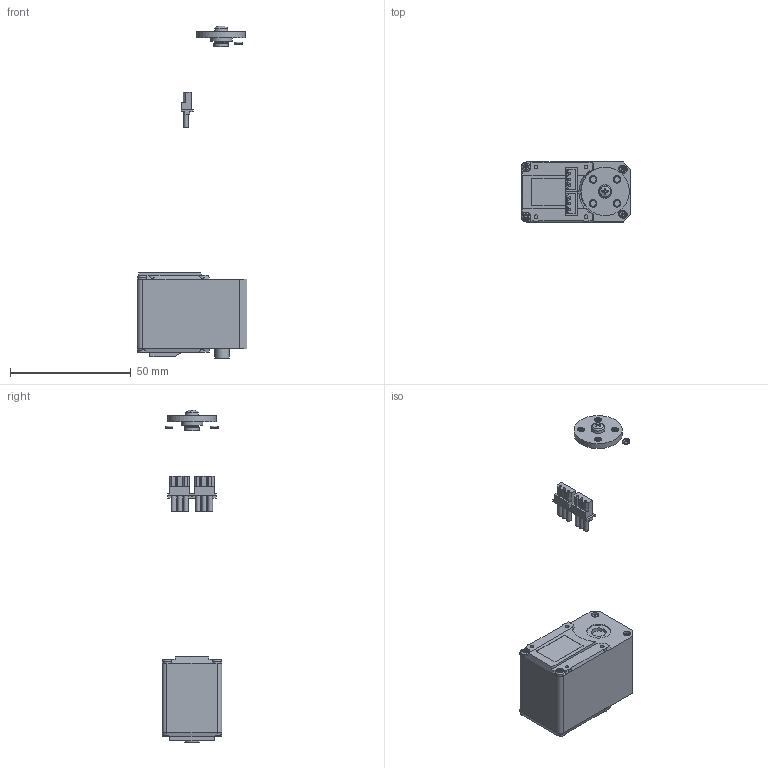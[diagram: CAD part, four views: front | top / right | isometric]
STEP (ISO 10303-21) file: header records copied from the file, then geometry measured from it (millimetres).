
FILE_DESCRIPTION(/* description */ (''),/* implementation_level */ '2;1');
FILE_NAME(/* name */ 'servo-motor-feetech_without_couronne.step',/* time_stamp */ '2025-12-22T14:43:07+01:00',/* author */ (''),/* organization */ (''),/* preprocessor_version */ 'ST-DEVELOPER v20.1',/* originating_system */ 'Autodesk Translation Framework v14.21.0.0',/* authorisation */ '');
FILE_SCHEMA (('AUTOMOTIVE_DESIGN { 1 0 10303 214 3 1 1 }'));
Length unit declared in the file: millimetre
Products named in the file (6): STS3215_03a; Composant3; Composant4; PHS JIS B 1111 - M3 x 4 - H Acier inoxydable A2 Standard; vis; connector F
Assembly tree (7 placements, depth 2):
  STS3215_03a
    Composant3
    Composant4
    vis  x2
    connector F  x2
    PHS JIS B 1111 - M3 x 4 - H Acier inoxydable A2 Standard
Bounding box: 45.4 x 24.8 x 137.48 mm (x, y, z)
Volume: 35011.2 mm3; surface area: 10254.4 mm2
Topology: 8 solids, 8 shells, 703 faces, 2020 edges, 1369 vertices
Faces by surface type: plane 410, cylinder 242, cone 34, bspline 10, torus 6, sphere 1
Full cylindrical faces by diameter (mm): 1 x6, 1.5 x10, 2 x6, 2.5 x1, 2.529 x24, 2.927 x1, 3 x2, 3.086 x24, 3.1 x3, 3.5 x2, 6 x3, 9 x1, 10 x2, 20 x1
Entity records: 39284 total; most frequent: CARTESIAN_POINT 23282, ORIENTED_EDGE 3512, DIRECTION 3095, EDGE_CURVE 1756, VERTEX_POINT 1195, AXIS2_PLACEMENT_3D 1070, LINE 955, VECTOR 955
